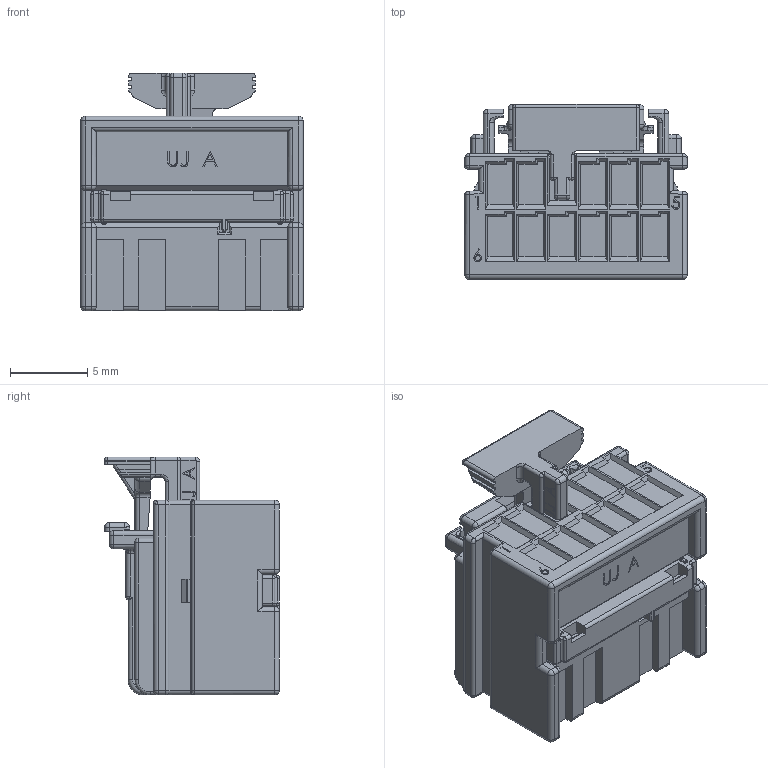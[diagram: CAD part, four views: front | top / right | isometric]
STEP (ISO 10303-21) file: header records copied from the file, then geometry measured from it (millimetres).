
FILE_DESCRIPTION (( 'STEP AP214' ), '1' );
FILE_NAME ('C_020_D_C_TR_11F_ASSY_(A)_Rev.1.STEP', '2022-07-14T04:59:04', ( 'jkhwang' ), ( '' ), 'SwSTEP 2.0', 'SolidWorks 2020', '' );
FILE_SCHEMA (( 'AUTOMOTIVE_DESIGN' ));
Length unit declared in the file: millimetre
Products named in the file (1): C_020_D_C_TR_11F_ASSY_(A)_Rev.1
Bounding box: 14.4 x 11.32 x 15.4 mm (x, y, z)
Volume: 1443.8 mm3; surface area: 1360.5 mm2
Topology: 1 solids, 1 shells, 1016 faces, 2654 edges, 1630 vertices
Faces by surface type: plane 565, cylinder 278, bspline 79, sphere 56, torus 38
Entity records: 44767 total; most frequent: CARTESIAN_POINT 9476, ORIENTED_EDGE 5216, DIRECTION 4702, EDGE_CURVE 2608, VECTOR 1874, LINE 1874, VERTEX_POINT 1630, AXIS2_PLACEMENT_3D 1414
